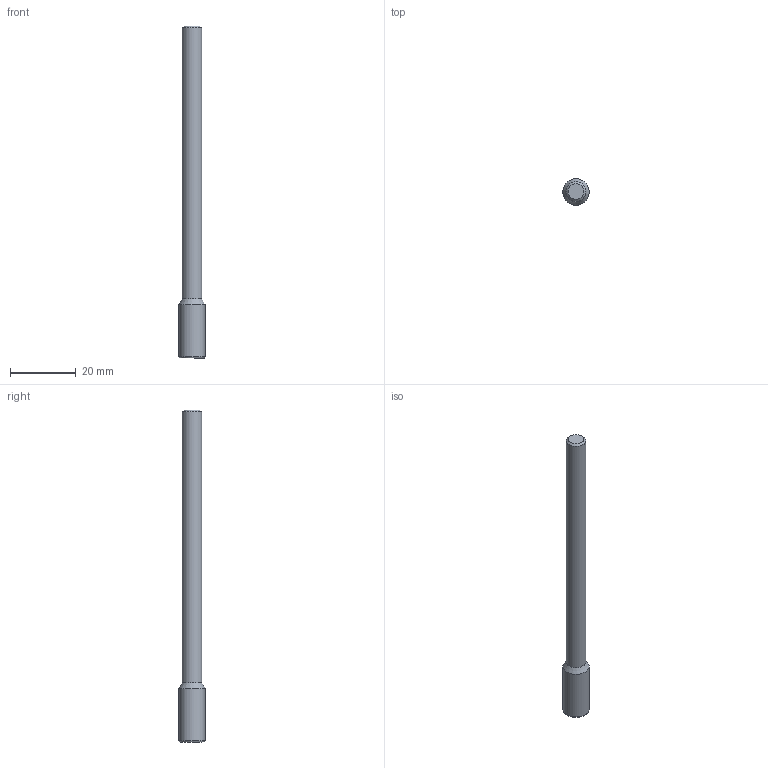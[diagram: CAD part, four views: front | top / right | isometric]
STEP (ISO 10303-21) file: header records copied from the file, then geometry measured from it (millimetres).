
FILE_DESCRIPTION (( 'STEP AP203' ), '1' );
FILE_NAME ('341852.step', '2021-11-26T06:53:01', ( '' ), ( '' ), 'SwSTEP 2.0', 'SolidWorks 2019', '' );
FILE_SCHEMA (( 'CONFIG_CONTROL_DESIGN' ));
Length unit declared in the file: millimetre
Products named in the file (1): 341852
Bounding box: 8.03 x 8.03 x 101 mm (x, y, z)
Volume: 3233.2 mm3; surface area: 2187.6 mm2
Topology: 2 solids, 2 shells, 9 faces, 12 edges, 7 vertices
Faces by surface type: plane 4, cone 3, cylinder 2
Full cylindrical faces by diameter (mm): 6 x1, 8.03 x1
Entity records: 239 total; most frequent: DIRECTION 34, CARTESIAN_POINT 24, AXIS2_PLACEMENT_3D 17, ORIENTED_EDGE 14, EDGE_LOOP 14, FACE_OUTER_BOUND 11, ADVANCED_FACE 9, PERSON_AND_ORGANIZATION 8
